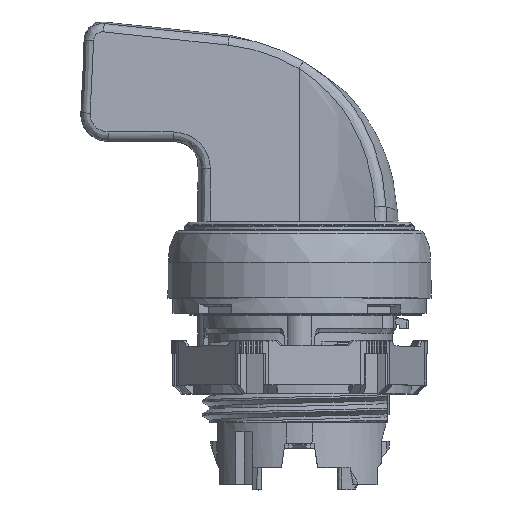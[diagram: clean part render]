
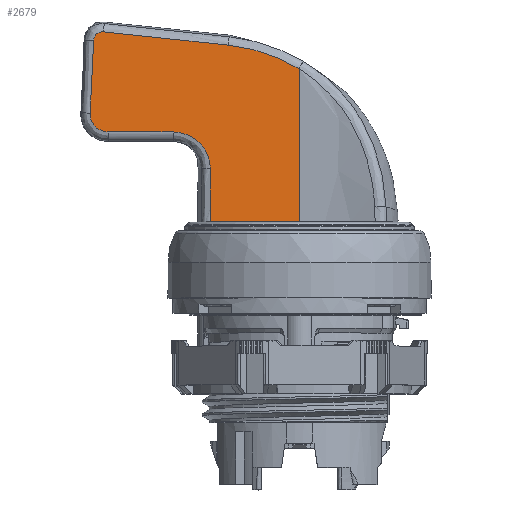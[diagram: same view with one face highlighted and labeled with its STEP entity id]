
A CAD part, top view. The second image highlights one B-rep face of the part: STEP entity #2679.
In plain terms, the highlighted planar face has unit normal (0, 0.052, 0.999).
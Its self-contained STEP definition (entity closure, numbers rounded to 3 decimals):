
#587=ELLIPSE('',#19883,201.206,9.989);
#1820=B_SPLINE_CURVE_WITH_KNOTS('',3,(#35616,#35617,#35618,#35619,#35620),
 .UNSPECIFIED.,.F.,.F.,(4,1,4),(0.,0.429,1.),.UNSPECIFIED.);
#1823=B_SPLINE_CURVE_WITH_KNOTS('',3,(#35656,#35657,#35658,#35659),
 .UNSPECIFIED.,.F.,.F.,(4,4),(0.,1.),.UNSPECIFIED.);
#1825=B_SPLINE_CURVE_WITH_KNOTS('',3,(#35686,#35687,#35688,#35689),
 .UNSPECIFIED.,.F.,.F.,(4,4),(0.,1.),.UNSPECIFIED.);
#1835=B_SPLINE_CURVE_WITH_KNOTS('',3,(#35830,#35831,#35832,#35833),
 .UNSPECIFIED.,.F.,.F.,(4,4),(0.,1.),.UNSPECIFIED.);
#1836=B_SPLINE_CURVE_WITH_KNOTS('',3,(#35834,#35835,#35836,#35837,#35838,
#35839),.UNSPECIFIED.,.F.,.F.,(4,1,1,4),(0.,0.429,0.714,
1.),.UNSPECIFIED.);
#1837=B_SPLINE_CURVE_WITH_KNOTS('',3,(#35842,#35843,#35844,#35845,#35846),
 .UNSPECIFIED.,.F.,.F.,(4,1,4),(0.,0.429,1.),.UNSPECIFIED.);
#2679=ADVANCED_FACE('',(#4039),#3240,.T.);
#3240=PLANE('',#19884);
#4039=FACE_OUTER_BOUND('',#4897,.T.);
#4897=EDGE_LOOP('',(#9735,#9736,#9737,#9738,#9739,#9740,#9741,#9742,#9743,
#9744));
#9735=ORIENTED_EDGE('',*,*,#14921,.F.);
#9736=ORIENTED_EDGE('',*,*,#14922,.F.);
#9737=ORIENTED_EDGE('',*,*,#14911,.T.);
#9738=ORIENTED_EDGE('',*,*,#14923,.F.);
#9739=ORIENTED_EDGE('',*,*,#14908,.F.);
#9740=ORIENTED_EDGE('',*,*,#14924,.F.);
#9741=ORIENTED_EDGE('',*,*,#14906,.F.);
#9742=ORIENTED_EDGE('',*,*,#14903,.F.);
#9743=ORIENTED_EDGE('',*,*,#14925,.F.);
#9744=ORIENTED_EDGE('',*,*,#14926,.F.);
#12009=VERTEX_POINT('',#35609);
#12010=VERTEX_POINT('',#35615);
#12011=VERTEX_POINT('',#35651);
#12012=VERTEX_POINT('',#35685);
#12013=VERTEX_POINT('',#35690);
#12014=VERTEX_POINT('',#35722);
#12016=VERTEX_POINT('',#35725);
#12021=VERTEX_POINT('',#35827);
#12022=VERTEX_POINT('',#35828);
#12023=VERTEX_POINT('',#35841);
#14903=EDGE_CURVE('',#12010,#12009,#1820,.T.);
#14906=EDGE_CURVE('',#12009,#12011,#1823,.T.);
#14908=EDGE_CURVE('',#12012,#12013,#1825,.T.);
#14911=EDGE_CURVE('',#12016,#12014,#16636,.T.);
#14921=EDGE_CURVE('',#12021,#12022,#587,.T.);
#14922=EDGE_CURVE('',#12016,#12021,#16637,.T.);
#14923=EDGE_CURVE('',#12013,#12014,#1835,.T.);
#14924=EDGE_CURVE('',#12011,#12012,#1836,.T.);
#14925=EDGE_CURVE('',#12023,#12010,#16638,.T.);
#14926=EDGE_CURVE('',#12022,#12023,#1837,.T.);
#16636=LINE('',#35724,#18193);
#16637=LINE('',#35829,#18194);
#16638=LINE('',#35840,#18195);
#18193=VECTOR('',#24631,1.);
#18194=VECTOR('',#24642,1.);
#18195=VECTOR('',#24643,1.);
#19883=AXIS2_PLACEMENT_3D('',#35826,#24640,#24641);
#19884=AXIS2_PLACEMENT_3D('',#35847,#24644,#24645);
#24631=DIRECTION('',(0.,0.999,-0.052));
#24640=DIRECTION('',(0.,-0.052,-0.999));
#24641=DIRECTION('',(0.,0.999,-0.052));
#24642=DIRECTION('',(-1.,0.,0.));
#24643=DIRECTION('',(-1.,0.,0.));
#24644=DIRECTION('',(0.,0.052,0.999));
#24645=DIRECTION('',(-1.,0.,0.));
#35609=CARTESIAN_POINT('',(-23.375,39.557,3.363));
#35615=CARTESIAN_POINT('',(-21.354,37.452,3.473));
#35616=CARTESIAN_POINT('',(-21.354,37.452,3.473));
#35617=CARTESIAN_POINT('',(-21.82,37.452,3.473));
#35618=CARTESIAN_POINT('',(-22.91,37.842,3.453));
#35619=CARTESIAN_POINT('',(-23.404,38.937,3.395));
#35620=CARTESIAN_POINT('',(-23.375,39.557,3.363));
#35651=CARTESIAN_POINT('',(-22.987,47.673,2.938));
#35656=CARTESIAN_POINT('',(-23.375,39.557,3.363));
#35657=CARTESIAN_POINT('',(-23.247,42.262,3.221));
#35658=CARTESIAN_POINT('',(-23.118,44.968,3.079));
#35659=CARTESIAN_POINT('',(-22.987,47.673,2.938));
#35685=CARTESIAN_POINT('',(-21.9,48.63,2.887));
#35686=CARTESIAN_POINT('',(-21.9,48.63,2.887));
#35687=CARTESIAN_POINT('',(-17.253,48.136,2.913));
#35688=CARTESIAN_POINT('',(-12.606,47.643,2.939));
#35689=CARTESIAN_POINT('',(-7.959,47.149,2.965));
#35690=CARTESIAN_POINT('',(-7.959,47.149,2.965));
#35722=CARTESIAN_POINT('',(-0.054,44.529,3.102));
#35724=CARTESIAN_POINT('',(-0.054,27.4,4.));
#35725=CARTESIAN_POINT('',(-0.054,27.4,4.));
#35826=CARTESIAN_POINT('',(0.,21.094,4.33));
#35827=CARTESIAN_POINT('',(-9.984,27.4,4.));
#35828=CARTESIAN_POINT('',(-9.971,33.386,3.686));
#35829=CARTESIAN_POINT('',(-0.027,27.4,4.));
#35830=CARTESIAN_POINT('',(-7.959,47.149,2.965));
#35831=CARTESIAN_POINT('',(-5.177,46.853,2.98));
#35832=CARTESIAN_POINT('',(-2.461,45.953,3.028));
#35833=CARTESIAN_POINT('',(-0.054,44.529,3.102));
#35834=CARTESIAN_POINT('',(-22.987,47.673,2.938));
#35835=CARTESIAN_POINT('',(-22.976,47.904,2.925));
#35836=CARTESIAN_POINT('',(-22.826,48.284,2.906));
#35837=CARTESIAN_POINT('',(-22.369,48.604,2.889));
#35838=CARTESIAN_POINT('',(-22.054,48.646,2.887));
#35839=CARTESIAN_POINT('',(-21.9,48.63,2.887));
#35840=CARTESIAN_POINT('',(-3.368,37.452,3.473));
#35841=CARTESIAN_POINT('',(-14.111,37.452,3.473));
#35842=CARTESIAN_POINT('',(-9.971,33.386,3.686));
#35843=CARTESIAN_POINT('',(-9.968,34.305,3.638));
#35844=CARTESIAN_POINT('',(-10.757,36.441,3.526));
#35845=CARTESIAN_POINT('',(-12.883,37.452,3.473));
#35846=CARTESIAN_POINT('',(-14.111,37.452,3.473));
#35847=CARTESIAN_POINT('',(-0.054,27.4,4.));
